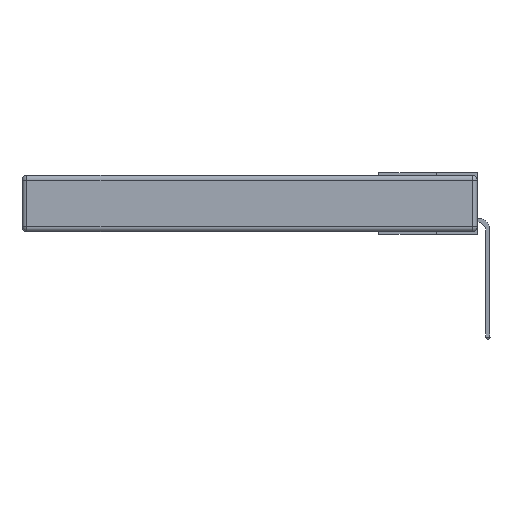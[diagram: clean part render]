
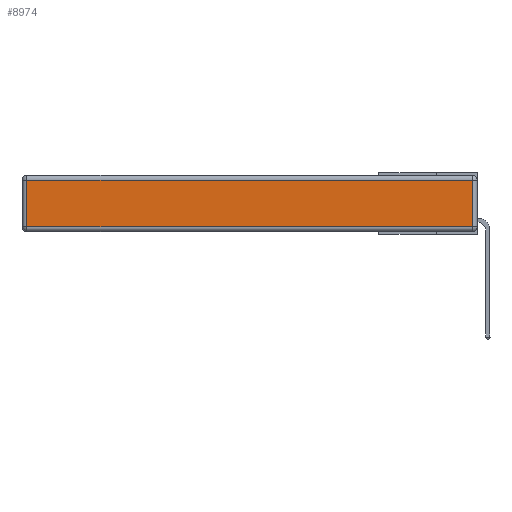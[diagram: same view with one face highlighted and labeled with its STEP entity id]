
A CAD part, left-side view. The second image highlights one B-rep face of the part: STEP entity #8974.
In plain terms, the highlighted planar face has unit normal (-1, 0, 0).
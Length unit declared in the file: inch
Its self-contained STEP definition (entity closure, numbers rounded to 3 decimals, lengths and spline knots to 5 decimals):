
#922 = VECTOR ( 'NONE', #2955, 39.37008 ) ;
#1110 = CARTESIAN_POINT ( 'NONE',  ( 0., 2.72, -0.343 ) ) ;
#1123 = LINE ( 'NONE', #5724, #922 ) ;
#1475 = CARTESIAN_POINT ( 'NONE',  ( 0., 0.03, -0.03 ) ) ;
#1617 = VERTEX_POINT ( 'NONE', #7866 ) ;
#2289 = VERTEX_POINT ( 'NONE', #1475 ) ;
#2841 = LINE ( 'NONE', #9094, #17687 ) ;
#2882 = EDGE_LOOP ( 'NONE', ( #13726, #16987, #7471, #5931 ) ) ;
#2955 = DIRECTION ( 'NONE',  ( 0., 0., 1. ) ) ;
#4109 = CARTESIAN_POINT ( 'NONE',  ( 0., 2.75, -0.03 ) ) ;
#5079 = CARTESIAN_POINT ( 'NONE',  ( 0., 0., -0.343 ) ) ;
#5106 = EDGE_CURVE ( 'NONE', #2289, #11036, #16722, .T. ) ;
#5246 = CARTESIAN_POINT ( 'NONE',  ( 0., 2.72, -0.03 ) ) ;
#5553 = EDGE_CURVE ( 'NONE', #9214, #1617, #2841, .T. ) ;
#5724 = CARTESIAN_POINT ( 'NONE',  ( 0., 0.03, -0.343 ) ) ;
#5931 = ORIENTED_EDGE ( 'NONE', *, *, #17309, .T. ) ;
#7366 = PLANE ( 'NONE',  #15861 ) ;
#7471 = ORIENTED_EDGE ( 'NONE', *, *, #5106, .T. ) ;
#7866 = CARTESIAN_POINT ( 'NONE',  ( 0., 0.03, -0.313 ) ) ;
#8974 = ADVANCED_FACE ( 'NONE', ( #15951 ), #7366, .T. ) ;
#9094 = CARTESIAN_POINT ( 'NONE',  ( 0., 0., -0.313 ) ) ;
#9214 = VERTEX_POINT ( 'NONE', #12152 ) ;
#9327 = VECTOR ( 'NONE', #9777, 39.37008 ) ;
#9777 = DIRECTION ( 'NONE',  ( 0., 1., 0. ) ) ;
#10679 = DIRECTION ( 'NONE',  ( 0., 0., -1. ) ) ;
#11036 = VERTEX_POINT ( 'NONE', #5246 ) ;
#12152 = CARTESIAN_POINT ( 'NONE',  ( 0., 2.72, -0.313 ) ) ;
#12957 = DIRECTION ( 'NONE',  ( -1., 0., 0. ) ) ;
#13254 = VECTOR ( 'NONE', #10679, 39.37008 ) ;
#13726 = ORIENTED_EDGE ( 'NONE', *, *, #5553, .T. ) ;
#14047 = EDGE_CURVE ( 'NONE', #1617, #2289, #1123, .T. ) ;
#14502 = DIRECTION ( 'NONE',  ( 0., -1., 0. ) ) ;
#15861 = AXIS2_PLACEMENT_3D ( 'NONE', #5079, #12957, #17165 ) ;
#15951 = FACE_OUTER_BOUND ( 'NONE', #2882, .T. ) ;
#16722 = LINE ( 'NONE', #4109, #9327 ) ;
#16982 = LINE ( 'NONE', #1110, #13254 ) ;
#16987 = ORIENTED_EDGE ( 'NONE', *, *, #14047, .T. ) ;
#17165 = DIRECTION ( 'NONE',  ( 0., 0., 1. ) ) ;
#17309 = EDGE_CURVE ( 'NONE', #11036, #9214, #16982, .T. ) ;
#17687 = VECTOR ( 'NONE', #14502, 39.37008 ) ;
